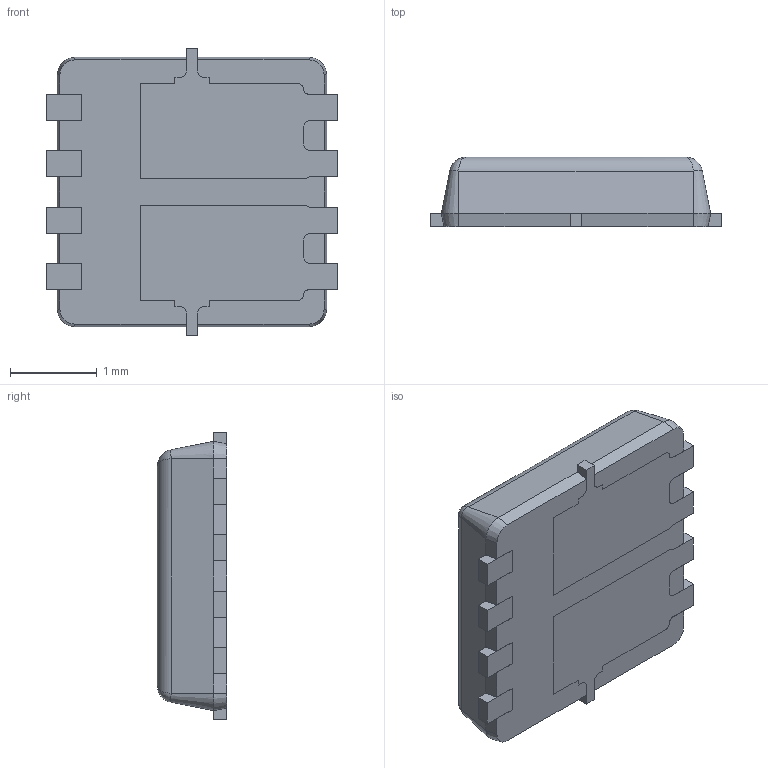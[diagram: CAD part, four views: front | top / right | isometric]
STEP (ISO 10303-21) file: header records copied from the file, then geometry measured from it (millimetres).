
FILE_DESCRIPTION (( 'STEP AP214' ), '1' );
FILE_NAME ('TSM200N03DPQ33 RGG.STEP', '2022-01-17T21:28:00', ( '' ), ( '' ), 'SwSTEP 2.0', 'SolidWorks 2017', '' );
FILE_SCHEMA (( 'AUTOMOTIVE_DESIGN' ));
Length unit declared in the file: millimetre
Products named in the file (1): TSM200N03DPQ33 RGG
Bounding box: 3.35 x 0.8 x 3.3 mm (x, y, z)
Volume: 7.1 mm3; surface area: 42.2 mm2
Topology: 8 solids, 8 shells, 187 faces, 474 edges, 300 vertices
Faces by surface type: plane 139, cylinder 36, cone 8, bspline 4
Entity records: 6969 total; most frequent: CARTESIAN_POINT 2370, ORIENTED_EDGE 940, DIRECTION 898, EDGE_CURVE 470, VECTOR 386, LINE 386, VERTEX_POINT 300, AXIS2_PLACEMENT_3D 256
